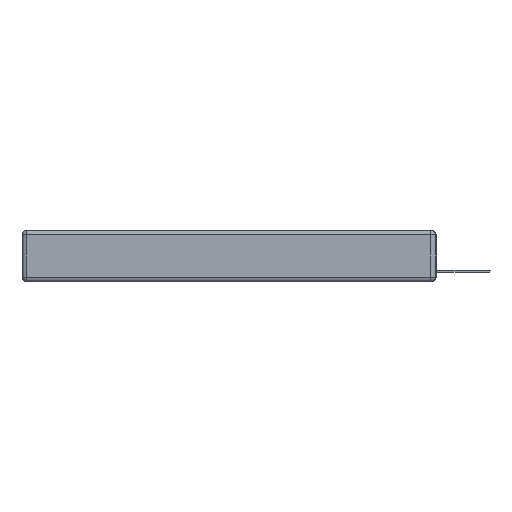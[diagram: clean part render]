
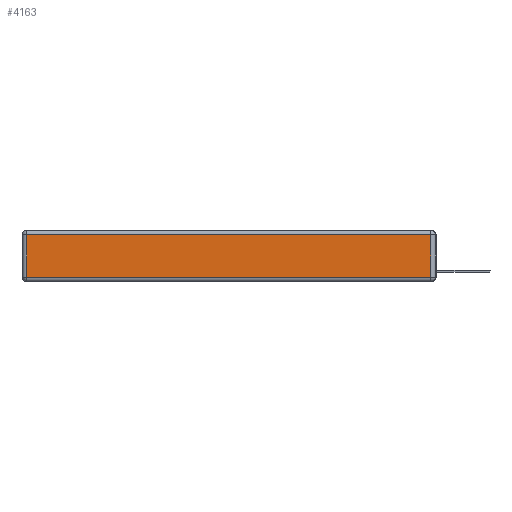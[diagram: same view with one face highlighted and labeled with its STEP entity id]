
A CAD part, left-side view. The second image highlights one B-rep face of the part: STEP entity #4163.
In plain terms, the highlighted planar face has unit normal (-1, 0, 0).
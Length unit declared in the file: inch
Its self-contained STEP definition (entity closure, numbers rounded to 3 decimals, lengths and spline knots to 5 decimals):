
#706 = DIRECTION ( 'NONE',  ( 0., 0., 1. ) ) ;
#801 = LINE ( 'NONE', #9767, #12343 ) ;
#852 = CARTESIAN_POINT ( 'NONE',  ( 0., 2.72, -0.343 ) ) ;
#857 = VERTEX_POINT ( 'NONE', #10335 ) ;
#940 = DIRECTION ( 'NONE',  ( -1., 0., 0. ) ) ;
#2976 = EDGE_CURVE ( 'NONE', #857, #16252, #14228, .T. ) ;
#3891 = CARTESIAN_POINT ( 'NONE',  ( 0., 2.75, -0.03 ) ) ;
#4163 = ADVANCED_FACE ( 'NONE', ( #8699 ), #7198, .T. ) ;
#4543 = DIRECTION ( 'NONE',  ( 0., -1., 0. ) ) ;
#5275 = ORIENTED_EDGE ( 'NONE', *, *, #2976, .T. ) ;
#5538 = VECTOR ( 'NONE', #18917, 39.37008 ) ;
#6997 = DIRECTION ( 'NONE',  ( 0., 0., 1. ) ) ;
#7198 = PLANE ( 'NONE',  #11948 ) ;
#7694 = VERTEX_POINT ( 'NONE', #17081 ) ;
#7750 = EDGE_CURVE ( 'NONE', #16252, #7694, #10104, .T. ) ;
#7872 = ORIENTED_EDGE ( 'NONE', *, *, #16328, .T. ) ;
#8699 = FACE_OUTER_BOUND ( 'NONE', #9272, .T. ) ;
#9123 = LINE ( 'NONE', #16853, #13122 ) ;
#9188 = EDGE_CURVE ( 'NONE', #7694, #17316, #9123, .T. ) ;
#9272 = EDGE_LOOP ( 'NONE', ( #11591, #7872, #5275, #15761 ) ) ;
#9767 = CARTESIAN_POINT ( 'NONE',  ( 0., 0.03, -0.343 ) ) ;
#10104 = LINE ( 'NONE', #852, #11480 ) ;
#10335 = CARTESIAN_POINT ( 'NONE',  ( 0., 0.03, -0.03 ) ) ;
#11480 = VECTOR ( 'NONE', #12975, 39.37008 ) ;
#11591 = ORIENTED_EDGE ( 'NONE', *, *, #9188, .T. ) ;
#11865 = CARTESIAN_POINT ( 'NONE',  ( 0., 0.03, -0.313 ) ) ;
#11948 = AXIS2_PLACEMENT_3D ( 'NONE', #16463, #940, #6997 ) ;
#12343 = VECTOR ( 'NONE', #706, 39.37008 ) ;
#12975 = DIRECTION ( 'NONE',  ( 0., 0., -1. ) ) ;
#13122 = VECTOR ( 'NONE', #4543, 39.37008 ) ;
#14228 = LINE ( 'NONE', #3891, #5538 ) ;
#15761 = ORIENTED_EDGE ( 'NONE', *, *, #7750, .T. ) ;
#16252 = VERTEX_POINT ( 'NONE', #18414 ) ;
#16328 = EDGE_CURVE ( 'NONE', #17316, #857, #801, .T. ) ;
#16463 = CARTESIAN_POINT ( 'NONE',  ( 0., 0., -0.343 ) ) ;
#16853 = CARTESIAN_POINT ( 'NONE',  ( 0., 0., -0.313 ) ) ;
#17081 = CARTESIAN_POINT ( 'NONE',  ( 0., 2.72, -0.313 ) ) ;
#17316 = VERTEX_POINT ( 'NONE', #11865 ) ;
#18414 = CARTESIAN_POINT ( 'NONE',  ( 0., 2.72, -0.03 ) ) ;
#18917 = DIRECTION ( 'NONE',  ( 0., 1., 0. ) ) ;
